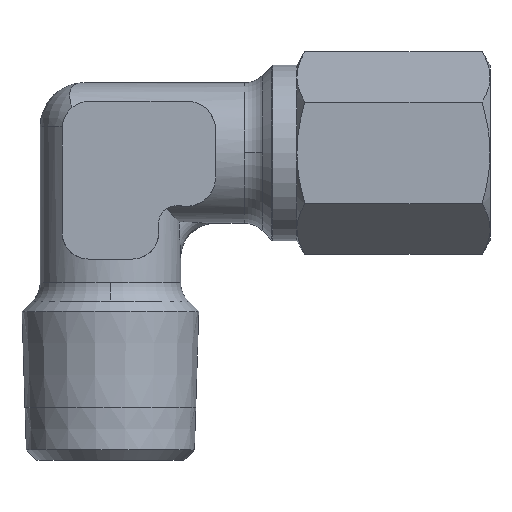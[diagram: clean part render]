
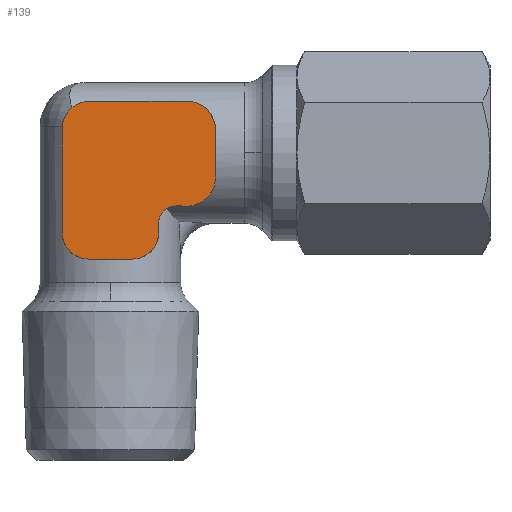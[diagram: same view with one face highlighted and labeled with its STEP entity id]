
A CAD part, top view. The second image highlights one B-rep face of the part: STEP entity #139.
In plain terms, the highlighted planar face has unit normal (0, 0, 1).
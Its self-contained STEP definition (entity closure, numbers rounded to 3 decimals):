
#139=ADVANCED_FACE('',(#347),#348,.T.);
#347=FACE_OUTER_BOUND('',#578,.T.);
#348=PLANE('',#579);
#578=EDGE_LOOP('',(#1338,#1339,#1340,#1341,#1342,#1343,#1344,#1345,#1346,#1347,#1348,#1349,#1350,#1351,#1352,#1353,#1354,#1355,#1356,#1357,#1358));
#579=AXIS2_PLACEMENT_3D('',#1359,#1360,#1361);
#1338=ORIENTED_EDGE('',*,*,#1781,.F.);
#1339=ORIENTED_EDGE('',*,*,#1776,.F.);
#1340=ORIENTED_EDGE('',*,*,#1770,.F.);
#1341=ORIENTED_EDGE('',*,*,#1756,.F.);
#1342=ORIENTED_EDGE('',*,*,#1742,.F.);
#1343=ORIENTED_EDGE('',*,*,#1723,.F.);
#1344=ORIENTED_EDGE('',*,*,#1718,.F.);
#1345=ORIENTED_EDGE('',*,*,#1789,.F.);
#1346=ORIENTED_EDGE('',*,*,#1787,.F.);
#1347=ORIENTED_EDGE('',*,*,#1803,.F.);
#1348=ORIENTED_EDGE('',*,*,#1801,.F.);
#1349=ORIENTED_EDGE('',*,*,#1784,.F.);
#1350=ORIENTED_EDGE('',*,*,#1800,.F.);
#1351=ORIENTED_EDGE('',*,*,#1798,.F.);
#1352=ORIENTED_EDGE('',*,*,#1796,.F.);
#1353=ORIENTED_EDGE('',*,*,#1794,.F.);
#1354=ORIENTED_EDGE('',*,*,#1792,.F.);
#1355=ORIENTED_EDGE('',*,*,#1790,.F.);
#1356=ORIENTED_EDGE('',*,*,#1737,.F.);
#1357=ORIENTED_EDGE('',*,*,#1752,.F.);
#1358=ORIENTED_EDGE('',*,*,#1766,.F.);
#1359=CARTESIAN_POINT('',(1.259,16.294,4.0));
#1360=DIRECTION('',(0.0,0.0,1.0));
#1361=DIRECTION('',(1.0,0.0,0.0));
#1718=EDGE_CURVE('',#2136,#2138,#2139,.T.);
#1723=EDGE_CURVE('',#2138,#2146,#2147,.T.);
#1737=EDGE_CURVE('',#2167,#2169,#2170,.T.);
#1742=EDGE_CURVE('',#2146,#2177,#2178,.T.);
#1752=EDGE_CURVE('',#2191,#2167,#2193,.T.);
#1756=EDGE_CURVE('',#2177,#2199,#2200,.T.);
#1766=EDGE_CURVE('',#2213,#2191,#2215,.T.);
#1770=EDGE_CURVE('',#2199,#2221,#2222,.T.);
#1776=EDGE_CURVE('',#2221,#1923,#2230,.T.);
#1781=EDGE_CURVE('',#1923,#2213,#2236,.T.);
#1784=EDGE_CURVE('',#2059,#2239,#2240,.T.);
#1787=EDGE_CURVE('',#2242,#2244,#2245,.T.);
#1789=EDGE_CURVE('',#2244,#2136,#2247,.T.);
#1790=EDGE_CURVE('',#2169,#2248,#2249,.T.);
#1792=EDGE_CURVE('',#2248,#2251,#2252,.T.);
#1794=EDGE_CURVE('',#2251,#2254,#2255,.T.);
#1796=EDGE_CURVE('',#2254,#2257,#2258,.T.);
#1798=EDGE_CURVE('',#2257,#2260,#2261,.T.);
#1800=EDGE_CURVE('',#2260,#2059,#2263,.T.);
#1801=EDGE_CURVE('',#2239,#2264,#2265,.T.);
#1803=EDGE_CURVE('',#2264,#2242,#2267,.T.);
#1923=VERTEX_POINT('',#2456);
#2059=VERTEX_POINT('',#2918);
#2136=VERTEX_POINT('',#3269);
#2138=VERTEX_POINT('',#3272);
#2139=CIRCLE('',#3273,1.591);
#2146=VERTEX_POINT('',#3283);
#2147=LINE('',#3284,#3285);
#2167=VERTEX_POINT('',#3331);
#2169=VERTEX_POINT('',#3334);
#2170=LINE('',#3335,#3336);
#2177=VERTEX_POINT('',#3347);
#2178=LINE('',#3348,#3349);
#2191=VERTEX_POINT('',#3381);
#2193=CIRCLE('',#3384,1.648);
#2199=VERTEX_POINT('',#3404);
#2200=CIRCLE('',#3405,1.65);
#2213=VERTEX_POINT('',#3423);
#2215=LINE('',#3426,#3427);
#2221=VERTEX_POINT('',#3435);
#2222=LINE('',#3436,#3437);
#2230=LINE('',#3450,#3451);
#2236=LINE('',#3459,#3460);
#2239=VERTEX_POINT('',#3465);
#2240=LINE('',#3466,#3467);
#2242=VERTEX_POINT('',#3470);
#2244=VERTEX_POINT('',#3473);
#2245=LINE('',#3474,#3475);
#2247=LINE('',#3478,#3479);
#2248=VERTEX_POINT('',#3480);
#2249=CIRCLE('',#3481,0.973);
#2251=VERTEX_POINT('',#3484);
#2252=LINE('',#3485,#3486);
#2254=VERTEX_POINT('',#3489);
#2255=LINE('',#3490,#3491);
#2257=VERTEX_POINT('',#3494);
#2258=CIRCLE('',#3495,1.5);
#2260=VERTEX_POINT('',#3498);
#2261=LINE('',#3499,#3500);
#2263=LINE('',#3503,#3504);
#2264=VERTEX_POINT('',#3505);
#2265=LINE('',#3506,#3507);
#2267=CIRCLE('',#3510,1.5);
#2456=CARTESIAN_POINT('',(6.0,17.5,4.0));
#2918=CARTESIAN_POINT('',(0.0,11.45,4.0));
#3269=CARTESIAN_POINT('',(-2.748,18.95,4.0));
#3272=CARTESIAN_POINT('',(-1.5,20.41,4.0));
#3273=AXIS2_PLACEMENT_3D('',#3840,#3841,#3842);
#3283=CARTESIAN_POINT('',(-1.25,20.436,4.0));
#3284=CARTESIAN_POINT('',(-1.5,20.41,4.0));
#3285=VECTOR('',#3849,1.0);
#3331=CARTESIAN_POINT('',(4.5,14.464,4.0));
#3334=CARTESIAN_POINT('',(3.75,14.483,4.0));
#3335=CARTESIAN_POINT('',(3.75,14.483,4.0));
#3336=VECTOR('',#3866,1.0);
#3347=CARTESIAN_POINT('',(4.5,20.436,4.0));
#3348=CARTESIAN_POINT('',(-1.25,20.436,4.0));
#3349=VECTOR('',#3871,1.0);
#3381=CARTESIAN_POINT('',(5.984,15.949,4.0));
#3384=AXIS2_PLACEMENT_3D('',#3882,#3883,#3884);
#3404=CARTESIAN_POINT('',(5.992,18.832,4.0));
#3405=AXIS2_PLACEMENT_3D('',#3889,#3890,#3891);
#3423=CARTESIAN_POINT('',(6.0,16.187,4.0));
#3426=CARTESIAN_POINT('',(6.0,16.187,4.0));
#3427=VECTOR('',#3907,1.0);
#3435=CARTESIAN_POINT('',(6.0,18.713,4.0));
#3436=CARTESIAN_POINT('',(5.992,18.832,4.0));
#3437=VECTOR('',#3913,1.0);
#3450=CARTESIAN_POINT('',(6.0,18.713,4.0));
#3451=VECTOR('',#3919,1.0);
#3459=CARTESIAN_POINT('',(6.0,18.713,4.0));
#3460=VECTOR('',#3928,1.0);
#3465=CARTESIAN_POINT('',(-1.25,11.45,4.0));
#3466=CARTESIAN_POINT('',(-1.25,11.45,4.0));
#3467=VECTOR('',#3931,1.0);
#3470=CARTESIAN_POINT('',(-2.75,12.95,4.0));
#3473=CARTESIAN_POINT('',(-2.75,18.87,4.0));
#3474=CARTESIAN_POINT('',(-2.75,18.87,4.0));
#3475=VECTOR('',#3934,1.0);
#3478=CARTESIAN_POINT('',(-2.748,18.95,4.0));
#3479=VECTOR('',#3936,1.0);
#3480=CARTESIAN_POINT('',(2.759,13.631,4.0));
#3481=AXIS2_PLACEMENT_3D('',#3937,#3938,#3939);
#3484=CARTESIAN_POINT('',(2.75,13.492,4.0));
#3485=CARTESIAN_POINT('',(2.759,13.631,4.0));
#3486=VECTOR('',#3941,1.0);
#3489=CARTESIAN_POINT('',(2.75,12.95,4.0));
#3490=CARTESIAN_POINT('',(2.75,13.492,4.0));
#3491=VECTOR('',#3943,1.0);
#3494=CARTESIAN_POINT('',(1.52,11.474,4.0));
#3495=AXIS2_PLACEMENT_3D('',#3945,#3946,#3947);
#3498=CARTESIAN_POINT('',(1.25,11.45,4.0));
#3499=CARTESIAN_POINT('',(1.25,11.45,4.0));
#3500=VECTOR('',#3949,1.0);
#3503=CARTESIAN_POINT('',(-1.25,11.45,4.0));
#3504=VECTOR('',#3951,1.0);
#3505=CARTESIAN_POINT('',(-1.52,11.474,4.0));
#3506=CARTESIAN_POINT('',(-1.52,11.474,4.0));
#3507=VECTOR('',#3952,1.0);
#3510=AXIS2_PLACEMENT_3D('',#3954,#3955,#3956);
#3840=CARTESIAN_POINT('',(-1.16,18.856,4.0));
#3841=DIRECTION('',(0.0,0.0,-1.0));
#3842=DIRECTION('',(1.0,0.0,0.0));
#3849=DIRECTION('',(0.994,0.105,0.0));
#3866=DIRECTION('',(-1.,0.026,0.0));
#3871=DIRECTION('',(1.0,0.0,0.0));
#3882=CARTESIAN_POINT('',(4.343,16.104,4.0));
#3883=DIRECTION('',(0.0,0.0,-1.0));
#3884=DIRECTION('',(1.0,0.0,0.0));
#3889=CARTESIAN_POINT('',(4.343,18.794,4.0));
#3890=DIRECTION('',(0.0,0.0,-1.0));
#3891=DIRECTION('',(1.0,0.0,0.0));
#3907=DIRECTION('',(-0.068,-0.998,0.0));
#3913=DIRECTION('',(0.068,-0.998,0.0));
#3919=DIRECTION('',(0.,-1.0,0.0));
#3928=DIRECTION('',(0.,-1.0,0.0));
#3931=DIRECTION('',(-1.0,0.,-0.0));
#3934=DIRECTION('',(0.0,1.0,0.0));
#3936=DIRECTION('',(0.026,1.,0.0));
#3937=CARTESIAN_POINT('',(3.725,13.511,4.0));
#3938=DIRECTION('',(0.0,0.0,1.0));
#3939=DIRECTION('',(1.0,0.0,0.0));
#3941=DIRECTION('',(-0.067,-0.998,0.0));
#3943=DIRECTION('',(0.0,-1.0,0.0));
#3945=CARTESIAN_POINT('',(1.25,12.95,4.0));
#3946=DIRECTION('',(0.0,0.0,-1.0));
#3947=DIRECTION('',(1.0,0.0,0.0));
#3949=DIRECTION('',(-0.996,-0.09,-0.0));
#3951=DIRECTION('',(-1.0,0.,-0.0));
#3952=DIRECTION('',(-0.996,0.09,0.0));
#3954=CARTESIAN_POINT('',(-1.25,12.95,4.0));
#3955=DIRECTION('',(0.0,0.0,-1.0));
#3956=DIRECTION('',(1.0,0.0,0.0));
